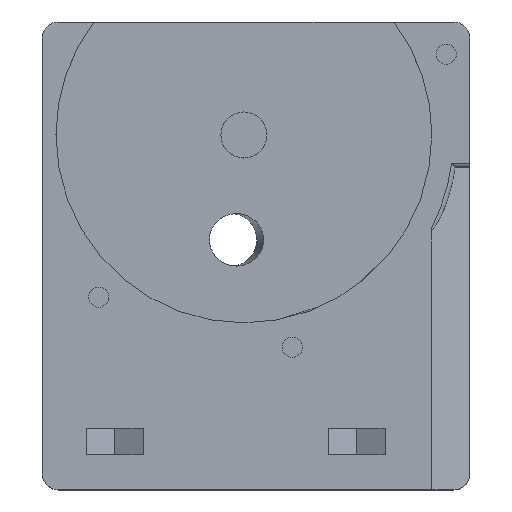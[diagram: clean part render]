
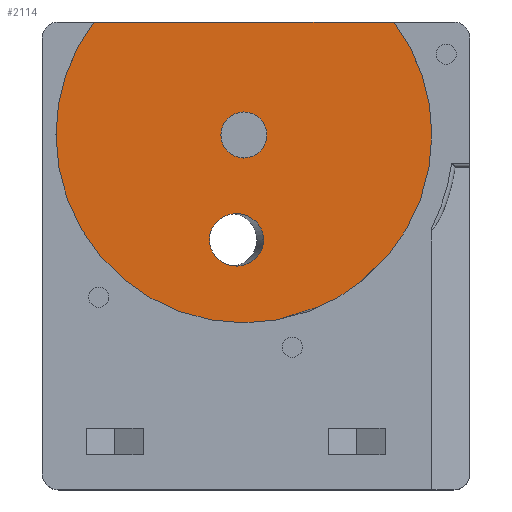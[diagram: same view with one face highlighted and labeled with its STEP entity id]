
A CAD part, top view. The second image highlights one B-rep face of the part: STEP entity #2114.
In plain terms, the highlighted planar face has unit normal (0, 0, 1).
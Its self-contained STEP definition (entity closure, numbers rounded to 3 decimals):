
#4 = EDGE_LOOP ( 'NONE', ( #391, #1581, #406, #1202 ) ) ;
#51 = AXIS2_PLACEMENT_3D ( 'NONE', #1465, #1475, #1300 ) ;
#77 = CARTESIAN_POINT ( 'NONE',  ( 2.454, 6.5, -3.4 ) ) ;
#85 = CARTESIAN_POINT ( 'NONE',  ( -25., 27., -3.4 ) ) ;
#103 = DIRECTION ( 'NONE',  ( 0., 0., 1. ) ) ;
#123 = CARTESIAN_POINT ( 'NONE',  ( -2.85, 13., -3.4 ) ) ;
#137 = DIRECTION ( 'NONE',  ( 1., 0., 0. ) ) ;
#138 = VERTEX_POINT ( 'NONE', #1096 ) ;
#164 = EDGE_CURVE ( 'NONE', #1057, #1035, #1582, .T. ) ;
#165 = VERTEX_POINT ( 'NONE', #1614 ) ;
#193 = ORIENTED_EDGE ( 'NONE', *, *, #2058, .F. ) ;
#218 = EDGE_CURVE ( 'NONE', #1999, #552, #1205, .T. ) ;
#270 = CIRCLE ( 'NONE', #1637, 23.3 ) ;
#306 = EDGE_CURVE ( 'NONE', #1057, #165, #1379, .T. ) ;
#391 = ORIENTED_EDGE ( 'NONE', *, *, #306, .T. ) ;
#406 = ORIENTED_EDGE ( 'NONE', *, *, #1712, .T. ) ;
#411 = DIRECTION ( 'NONE',  ( 1., 0., 0. ) ) ;
#471 = VECTOR ( 'NONE', #1453, 1000. ) ;
#507 = DIRECTION ( 'NONE',  ( 0., 0., 1. ) ) ;
#552 = VERTEX_POINT ( 'NONE', #1209 ) ;
#580 = CARTESIAN_POINT ( 'NONE',  ( -4.276, 0., -3.4 ) ) ;
#596 = DIRECTION ( 'NONE',  ( 0., 0., 1. ) ) ;
#598 = DIRECTION ( 'NONE',  ( 0., 0., 1. ) ) ;
#622 = DIRECTION ( 'NONE',  ( 0., 0., 1. ) ) ;
#645 = CARTESIAN_POINT ( 'NONE',  ( -4.276, 0., -3.4 ) ) ;
#658 = EDGE_CURVE ( 'NONE', #165, #138, #1447, .T. ) ;
#667 = DIRECTION ( 'NONE',  ( 1., 0., 0. ) ) ;
#712 = CARTESIAN_POINT ( 'NONE',  ( -4.276, 0., -3.4 ) ) ;
#735 = EDGE_CURVE ( 'NONE', #552, #1999, #1374, .T. ) ;
#753 =( BOUNDED_CURVE ( )  B_SPLINE_CURVE ( 3, ( #1100, #77, #1413, #580 ),
 .UNSPECIFIED., .F., .F. ) 
 B_SPLINE_CURVE_WITH_KNOTS ( ( 4, 4 ),
 ( 0., 3.142 ),
 .UNSPECIFIED. ) 
 CURVE ( )  GEOMETRIC_REPRESENTATION_ITEM ( )  RATIONAL_B_SPLINE_CURVE ( ( 1., 0.333, 0.333, 1. ) ) 
 REPRESENTATION_ITEM ( '' )  );
#915 = CARTESIAN_POINT ( 'NONE',  ( -18.625, 27., -3.4 ) ) ;
#949 = CARTESIAN_POINT ( 'NONE',  ( 0., 13., -3.4 ) ) ;
#966 = FACE_OUTER_BOUND ( 'NONE', #4, .T. ) ;
#993 = AXIS2_PLACEMENT_3D ( 'NONE', #1293, #103, #137 ) ;
#998 = AXIS2_PLACEMENT_3D ( 'NONE', #949, #622, #1957 ) ;
#1035 = VERTEX_POINT ( 'NONE', #1380 ) ;
#1055 = CARTESIAN_POINT ( 'NONE',  ( 2.454, 0., -3.4 ) ) ;
#1056 = DIRECTION ( 'NONE',  ( 1., 0., 0. ) ) ;
#1057 = VERTEX_POINT ( 'NONE', #915 ) ;
#1096 = CARTESIAN_POINT ( 'NONE',  ( 23.3, 13., -3.4 ) ) ;
#1100 = CARTESIAN_POINT ( 'NONE',  ( 2.454, 0., -3.4 ) ) ;
#1118 = ORIENTED_EDGE ( 'NONE', *, *, #735, .F. ) ;
#1202 = ORIENTED_EDGE ( 'NONE', *, *, #164, .F. ) ;
#1205 = CIRCLE ( 'NONE', #998, 2.85 ) ;
#1209 = CARTESIAN_POINT ( 'NONE',  ( 2.85, 13., -3.4 ) ) ;
#1212 = VERTEX_POINT ( 'NONE', #645 ) ;
#1228 = CARTESIAN_POINT ( 'NONE',  ( 0., 13., -3.4 ) ) ;
#1254 = CARTESIAN_POINT ( 'NONE',  ( 0., 13., -3.4 ) ) ;
#1293 = CARTESIAN_POINT ( 'NONE',  ( 0., 13., -3.4 ) ) ;
#1300 = DIRECTION ( 'NONE',  ( 1., 0., 0. ) ) ;
#1354 = AXIS2_PLACEMENT_3D ( 'NONE', #2124, #507, #667 ) ;
#1374 = CIRCLE ( 'NONE', #993, 2.85 ) ;
#1379 = CIRCLE ( 'NONE', #51, 23.3 ) ;
#1380 = CARTESIAN_POINT ( 'NONE',  ( 18.625, 27., -3.4 ) ) ;
#1413 = CARTESIAN_POINT ( 'NONE',  ( -4.276, 6.5, -3.4 ) ) ;
#1447 = CIRCLE ( 'NONE', #1658, 23.3 ) ;
#1453 = DIRECTION ( 'NONE',  ( 1., 0., 0. ) ) ;
#1457 = FACE_BOUND ( 'NONE', #2026, .T. ) ;
#1465 = CARTESIAN_POINT ( 'NONE',  ( 0., 13., -3.4 ) ) ;
#1475 = DIRECTION ( 'NONE',  ( 0., 0., 1. ) ) ;
#1580 = CARTESIAN_POINT ( 'NONE',  ( 2.454, 0., -3.4 ) ) ;
#1581 = ORIENTED_EDGE ( 'NONE', *, *, #658, .T. ) ;
#1582 = LINE ( 'NONE', #85, #471 ) ;
#1614 = CARTESIAN_POINT ( 'NONE',  ( -23.3, 13., -3.4 ) ) ;
#1637 = AXIS2_PLACEMENT_3D ( 'NONE', #1254, #598, #411 ) ;
#1643 = VERTEX_POINT ( 'NONE', #1580 ) ;
#1658 = AXIS2_PLACEMENT_3D ( 'NONE', #1228, #596, #1056 ) ;
#1698 = CARTESIAN_POINT ( 'NONE',  ( -4.276, -6.5, -3.4 ) ) ;
#1712 = EDGE_CURVE ( 'NONE', #138, #1035, #270, .T. ) ;
#1808 = PLANE ( 'NONE',  #1354 ) ;
#1845 = EDGE_LOOP ( 'NONE', ( #193, #1956 ) ) ;
#1861 = EDGE_CURVE ( 'NONE', #1212, #1643, #2037, .T. ) ;
#1872 = CARTESIAN_POINT ( 'NONE',  ( 2.454, -6.5, -3.4 ) ) ;
#1956 = ORIENTED_EDGE ( 'NONE', *, *, #1861, .F. ) ;
#1957 = DIRECTION ( 'NONE',  ( 1., 0., 0. ) ) ;
#1999 = VERTEX_POINT ( 'NONE', #123 ) ;
#2003 = FACE_BOUND ( 'NONE', #1845, .T. ) ;
#2026 = EDGE_LOOP ( 'NONE', ( #2099, #1118 ) ) ;
#2037 =( BOUNDED_CURVE ( )  B_SPLINE_CURVE ( 3, ( #712, #1698, #1872, #1055 ),
 .UNSPECIFIED., .F., .F. ) 
 B_SPLINE_CURVE_WITH_KNOTS ( ( 4, 4 ),
 ( 3.142, 6.283 ),
 .UNSPECIFIED. ) 
 CURVE ( )  GEOMETRIC_REPRESENTATION_ITEM ( )  RATIONAL_B_SPLINE_CURVE ( ( 1., 0.333, 0.333, 1. ) ) 
 REPRESENTATION_ITEM ( '' )  );
#2058 = EDGE_CURVE ( 'NONE', #1643, #1212, #753, .T. ) ;
#2099 = ORIENTED_EDGE ( 'NONE', *, *, #218, .F. ) ;
#2114 = ADVANCED_FACE ( 'NONE', ( #2003, #1457, #966 ), #1808, .T. ) ;
#2124 = CARTESIAN_POINT ( 'NONE',  ( 0., 13., -3.4 ) ) ;
